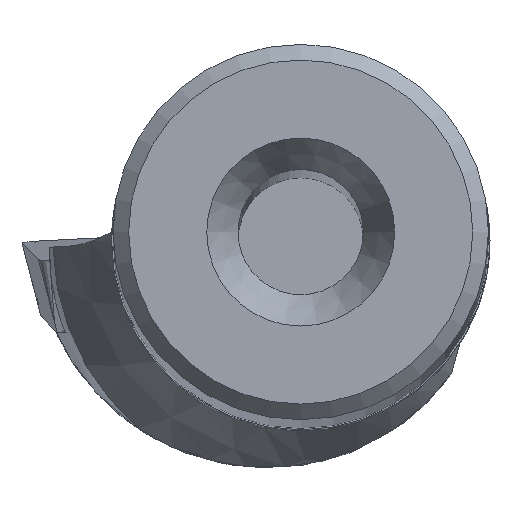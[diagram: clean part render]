
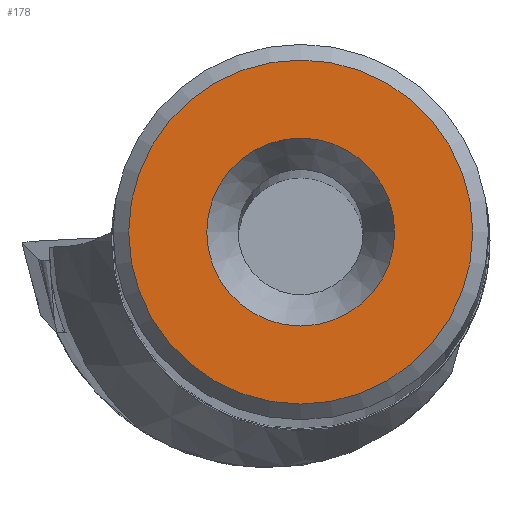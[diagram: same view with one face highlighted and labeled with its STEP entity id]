
A CAD part, top view. The second image highlights one B-rep face of the part: STEP entity #178.
In plain terms, the highlighted planar face has unit normal (0, 0, 1).
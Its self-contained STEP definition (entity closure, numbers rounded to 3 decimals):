
#178=ADVANCED_FACE('',(#340,#341),#207,.T.);
#207=PLANE('',#914);
#340=FACE_BOUND('',#385,.T.);
#341=FACE_BOUND('',#386,.T.);
#385=EDGE_LOOP('',(#513));
#386=EDGE_LOOP('',(#514));
#513=ORIENTED_EDGE('',*,*,#733,.F.);
#514=ORIENTED_EDGE('',*,*,#731,.T.);
#649=VERTEX_POINT('',#1452);
#651=VERTEX_POINT('',#1458);
#731=EDGE_CURVE('',#649,#649,#780,.T.);
#733=EDGE_CURVE('',#651,#651,#782,.T.);
#780=CIRCLE('',#909,5.493);
#782=CIRCLE('',#913,3.);
#909=AXIS2_PLACEMENT_3D('',#1451,#1072,#1073);
#913=AXIS2_PLACEMENT_3D('',#1457,#1080,#1081);
#914=AXIS2_PLACEMENT_3D('',#1459,#1082,#1083);
#1072=DIRECTION('',(0.,0.,1.));
#1073=DIRECTION('',(1.,0.,0.));
#1080=DIRECTION('',(0.,0.,1.));
#1081=DIRECTION('',(1.,0.,0.));
#1082=DIRECTION('',(0.,0.,1.));
#1083=DIRECTION('',(1.,0.,0.));
#1451=CARTESIAN_POINT('',(0.,0.,0.));
#1452=CARTESIAN_POINT('',(5.493,0.,0.));
#1457=CARTESIAN_POINT('',(0.,0.,0.));
#1458=CARTESIAN_POINT('',(3.,0.,0.));
#1459=CARTESIAN_POINT('',(0.,0.,0.));
